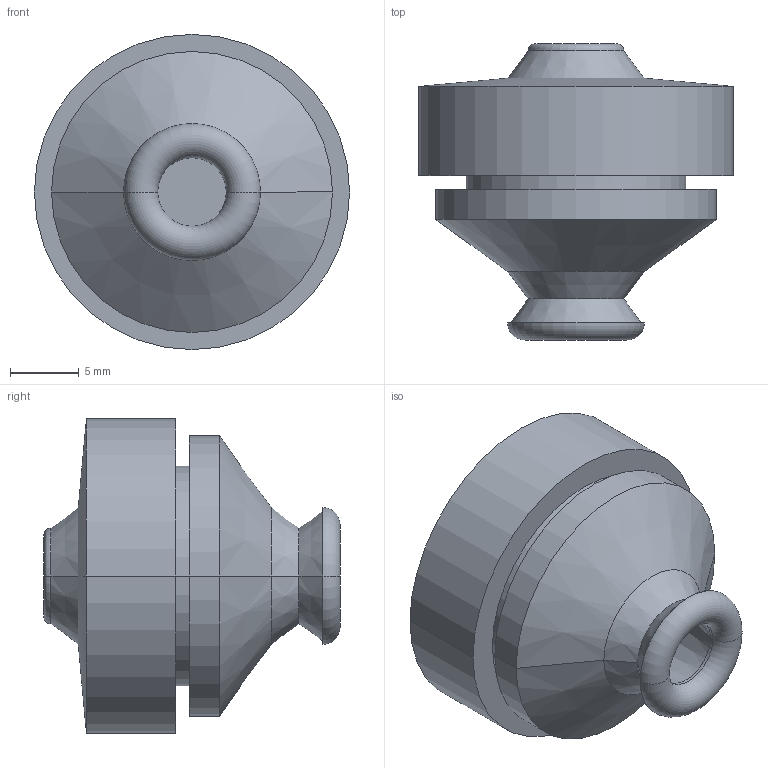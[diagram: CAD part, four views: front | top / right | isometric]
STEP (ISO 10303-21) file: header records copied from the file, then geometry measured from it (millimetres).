
FILE_DESCRIPTION (( 'STEP AP203' ), '1' );
FILE_NAME ('C-30-WPG-23.STEP', '2020-04-17T01:48:07', ( '' ), ( '' ), 'SwSTEP 2.0', 'SolidWorks 2018', '' );
FILE_SCHEMA (( 'CONFIG_CONTROL_DESIGN' ));
Length unit declared in the file: millimetre
Products named in the file (1): C-30-WPG-23
Bounding box: 23 x 21.6 x 23 mm (x, y, z)
Volume: 3470.3 mm3; surface area: 2966.9 mm2
Topology: 1 solids, 1 shells, 44 faces, 86 edges, 48 vertices
Faces by surface type: cone 18, cylinder 14, torus 6, plane 6
Entity records: 1197 total; most frequent: DIRECTION 230, CARTESIAN_POINT 179, ORIENTED_EDGE 172, AXIS2_PLACEMENT_3D 99, EDGE_CURVE 86, CIRCLE 54, EDGE_LOOP 48, VERTEX_POINT 48
